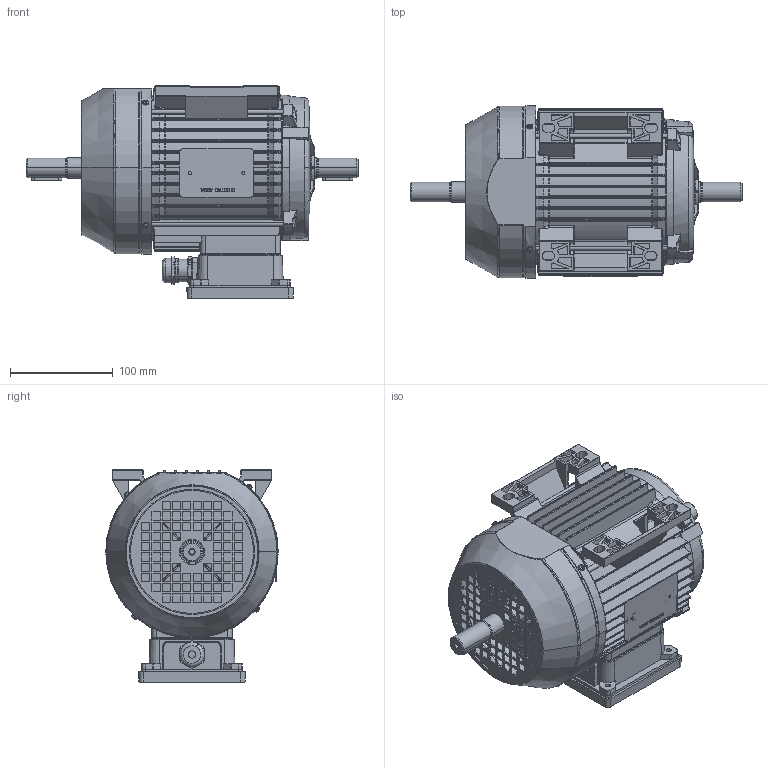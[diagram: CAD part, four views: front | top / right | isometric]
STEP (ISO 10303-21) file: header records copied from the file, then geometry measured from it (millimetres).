
FILE_DESCRIPTION (( 'STEP AP214' ), '1' );
FILE_NAME ('CA80-B3-IC411-2-4-6-8 POLI-TB TOP-DOUBLE SHAFT.STEP', '2024-09-19T06:42:44', ( '' ), ( '' ), 'SwSTEP 2.0', 'SolidWorks 2024', '' );
FILE_SCHEMA (( 'AUTOMOTIVE_DESIGN' ));
Length unit declared in the file: millimetre
Products named in the file (15): PRESSACAVO M20; Albero C-FC80_Pacco H = 70; pan head cross recess screw_iso_ISO 7045 - M3 x 16 - Z --- 16C; Carcassa C80; Tirante M5 L.147; Guarnizione scatola-coperchio 71- 80; Guarnizione scatola-motore71- 80; Coperchio scatola morsetti 71-80; Scatola morsetti 71- 80_STANDARD DEFINITIVO-1 FORO CENTRALE; Scudo C80 anteriore; Scudo C80 posteriore; 6x6x30; Targhetta motore_LAMIERA ALLUMINIO; Copriventola tipo 80; CA80-B3-IC411-2-4-6-8 POLI-TB TOP-DOUBLE SHAFT
Assembly tree (22 placements, depth 2):
  CA80-B3-IC411-2-4-6-8 POLI-TB TOP-DOUBLE SHAFT
    Albero C-FC80_Pacco H = 70  x2
    Scudo C80 anteriore
    Scudo C80 posteriore
    Tirante M5 L.147  x4
    Copriventola tipo 80
    6x6x30  x2
    pan head cross recess screw_iso_ISO 7045 - M3 x 16 - Z --- 16C  x4
    Carcassa C80
    Targhetta motore_LAMIERA ALLUMINIO
    Guarnizione scatola-motore71- 80
    Scatola morsetti 71- 80_STANDARD DEFINITIVO-1 FORO CENTRALE
    PRESSACAVO M20
    Guarnizione scatola-coperchio 71- 80
    Coperchio scatola morsetti 71-80
Bounding box: 323.5 x 168 x 207 mm (x, y, z)
Volume: 1052901.6 mm3; surface area: 620802.3 mm2
Topology: 22 solids, 23 shells, 4748 faces, 12262 edges, 7482 vertices
Faces by surface type: plane 1519, cylinder 1195, bspline 787, cone 586, torus 555, sphere 106
Entity records: 163662 total; most frequent: CARTESIAN_POINT 60272, ORIENTED_EDGE 23154, DIRECTION 19630, EDGE_CURVE 11577, AXIS2_PLACEMENT_3D 7546, VERTEX_POINT 7145, EDGE_LOOP 4846, VECTOR 4538
